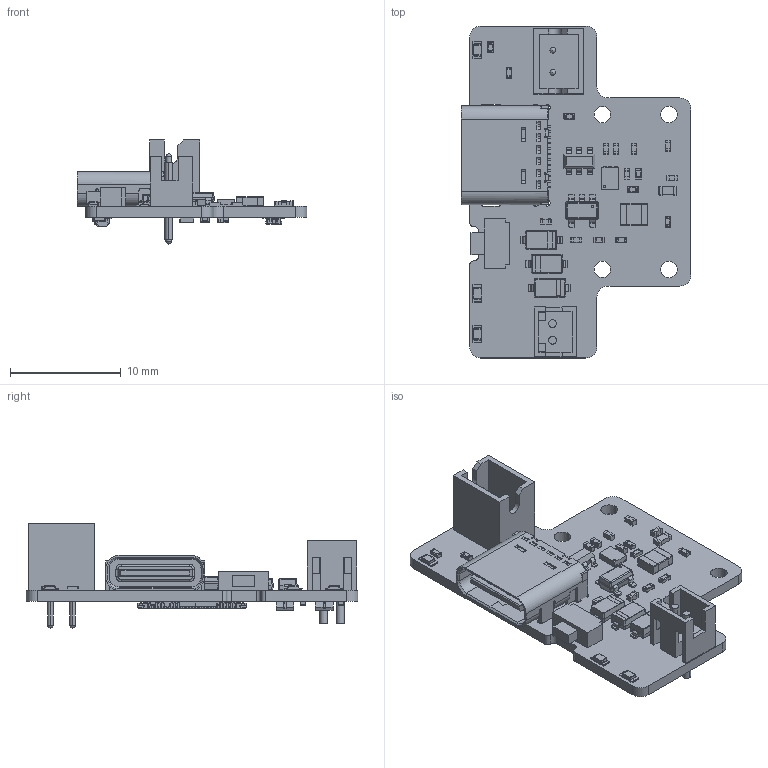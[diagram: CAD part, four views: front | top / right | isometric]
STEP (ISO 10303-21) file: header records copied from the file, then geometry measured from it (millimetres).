
FILE_DESCRIPTION(/* description */ ('PCB Design'),/* implementation_level */ '2;1');
FILE_NAME(/* name */ 'RAK19012_VB_2022_0211_1_3D',/* time_stamp */ '2022-05-08T23:20:51+08:00',/* author */ (''),/* organization */ (''),/* preprocessor_version */ 'ST-DEVELOPER v16',/* originating_system */ 'allegro_17.4S012',/* authorisation */ '');
FILE_SCHEMA (('AUTOMOTIVE_DESIGN { 1 0 10303 214 3 1 1 }'));
Products named in the file (38): RAK19012_VB_2022_0211_1_3D; BOARD_OUTLINE; COMPONENTS; USB-C-04-24P; UTDFN-1_5X2-6L; SOT23-6A; SOT-23-5; SR0402; SR0805; SR0603; SC0402; SC0603; MBR140SF; SL1008; SD0603-LED-B; SOD-123; BTB40_2X20_4MM_M; TSW4-RG_1; SOT-416; PH2MM_2A; PH150-2P; User Library-CON-24-TYPEC-L7R9-24SM-4TH; SG-MICRO-SGM6036_[UTDFN-1_5X2-6L]; User Library-SOT-23-6; RES-SM-CHIP; RES-SM-CHIP-0805[2012]; User Library-Rchip; CAP-SM-MLCC-0402[1005]; CAP-SM-MLCC-0603[1608]; INDUCTOR-CHIP-SM; LED0603; BTB40-2X20-4MM-M; TS-1806B; User Library-SOT-416; User Library-B2B-PH-K-S(LF)(SN); WF150-2PIN
Assembly tree (62 placements, depth 4):
  RAK19012_VB_2022_0211_1_3D
    BOARD_OUTLINE
    COMPONENTS
      USB-C-04-24P
        User Library-CON-24-TYPEC-L7R9-24SM-4TH
      UTDFN-1_5X2-6L
        SG-MICRO-SGM6036_[UTDFN-1_5X2-6L]
      SOT23-6A
        User Library-SOT-23-6
      SOT-23-5
        SOT-23-5
      SR0402  x13
        RES-SM-CHIP
      SR0805
        RES-SM-CHIP-0805[2012]
      SR0603
        User Library-Rchip
      SC0402  x9
        CAP-SM-MLCC-0402[1005]
      SC0603
        CAP-SM-MLCC-0603[1608]
      MBR140SF  x2
        SOD-123
      SL1008
        INDUCTOR-CHIP-SM
      SD0603-LED-B  x3
        LED0603
      SOD-123
        SOD-123
      BTB40_2X20_4MM_M
        BTB40-2X20-4MM-M
      TSW4-RG_1
        TS-1806B
      SOT-416  x2
        User Library-SOT-416
      PH2MM_2A
        User Library-B2B-PH-K-S(LF)(SN)
      PH150-2P
        WF150-2PIN
Bounding box: 20.78 x 30 x 9.4 mm (x, y, z)
Volume: 302.8 mm3; surface area: 2449.9 mm2
Topology: 96 solids, 97 shells, 4743 faces, 11930 edges, 7283 vertices
Faces by surface type: plane 2650, cylinder 1481, torus 320, bspline 264, sphere 24, cone 4
Full cylindrical faces by diameter (mm): 0.15 x1, 0.2 x2
Entity records: 110201 total; most frequent: CARTESIAN_POINT 21673, ORIENTED_EDGE 15984, DIRECTION 15000, EDGE_CURVE 8011, VECTOR 6149, LINE 6149, VERTEX_POINT 5130, AXIS2_PLACEMENT_3D 4645
